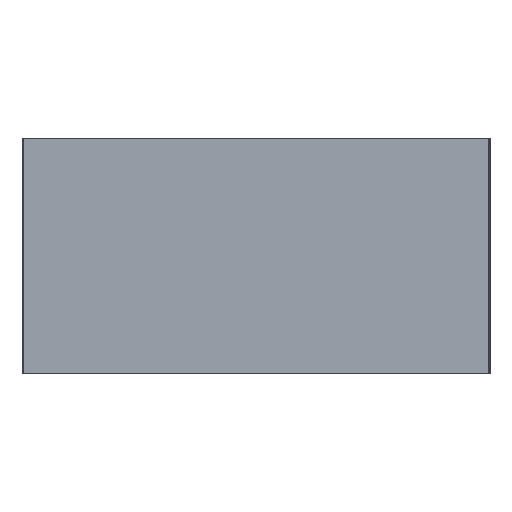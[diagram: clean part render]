
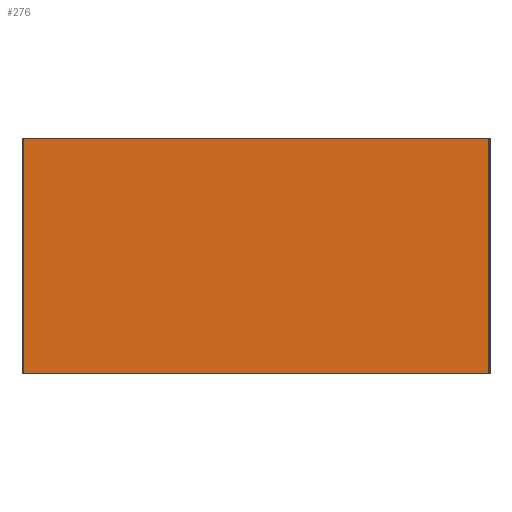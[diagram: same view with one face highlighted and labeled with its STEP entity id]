
A CAD part, front view. The second image highlights one B-rep face of the part: STEP entity #276.
In plain terms, the highlighted planar face has unit normal (0, -1, 0).
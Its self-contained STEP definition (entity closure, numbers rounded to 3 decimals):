
#18 = CARTESIAN_POINT ( 'NONE',  ( 302.5, -0.75, -152. ) ) ;
#33 = VECTOR ( 'NONE', #624, 1000. ) ;
#46 = LINE ( 'NONE', #87, #331 ) ;
#81 = DIRECTION ( 'NONE',  ( -1., 0., 0. ) ) ;
#87 = CARTESIAN_POINT ( 'NONE',  ( 302.5, -0.75, 152. ) ) ;
#93 = VERTEX_POINT ( 'NONE', #543 ) ;
#109 = ORIENTED_EDGE ( 'NONE', *, *, #343, .F. ) ;
#185 = LINE ( 'NONE', #450, #413 ) ;
#190 = EDGE_LOOP ( 'NONE', ( #606, #109, #294, #596 ) ) ;
#216 = CARTESIAN_POINT ( 'NONE',  ( 300.75, -0.75, 152. ) ) ;
#222 = LINE ( 'NONE', #462, #549 ) ;
#223 = DIRECTION ( 'NONE',  ( 0., 0., -1. ) ) ;
#235 = VERTEX_POINT ( 'NONE', #237 ) ;
#237 = CARTESIAN_POINT ( 'NONE',  ( -300.75, -0.75, -152. ) ) ;
#245 = FACE_OUTER_BOUND ( 'NONE', #190, .T. ) ;
#246 = VERTEX_POINT ( 'NONE', #216 ) ;
#263 = CARTESIAN_POINT ( 'NONE',  ( 302.5, -0.75, 152. ) ) ;
#267 = DIRECTION ( 'NONE',  ( 0., -1., 0. ) ) ;
#276 = ADVANCED_FACE ( 'NONE', ( #245 ), #407, .T. ) ;
#294 = ORIENTED_EDGE ( 'NONE', *, *, #523, .T. ) ;
#331 = VECTOR ( 'NONE', #81, 1000. ) ;
#343 = EDGE_CURVE ( 'NONE', #246, #398, #185, .T. ) ;
#344 = EDGE_CURVE ( 'NONE', #93, #235, #222, .T. ) ;
#347 = DIRECTION ( 'NONE',  ( 0., 0., -1. ) ) ;
#398 = VERTEX_POINT ( 'NONE', #615 ) ;
#407 = PLANE ( 'NONE',  #417 ) ;
#413 = VECTOR ( 'NONE', #347, 1000. ) ;
#417 = AXIS2_PLACEMENT_3D ( 'NONE', #263, #267, #223 ) ;
#450 = CARTESIAN_POINT ( 'NONE',  ( 300.75, -0.75, 152. ) ) ;
#462 = CARTESIAN_POINT ( 'NONE',  ( -300.75, -0.75, 152. ) ) ;
#469 = EDGE_CURVE ( 'NONE', #398, #235, #579, .T. ) ;
#523 = EDGE_CURVE ( 'NONE', #246, #93, #46, .T. ) ;
#543 = CARTESIAN_POINT ( 'NONE',  ( -300.75, -0.75, 152. ) ) ;
#549 = VECTOR ( 'NONE', #577, 1000. ) ;
#577 = DIRECTION ( 'NONE',  ( 0., 0., -1. ) ) ;
#579 = LINE ( 'NONE', #18, #33 ) ;
#596 = ORIENTED_EDGE ( 'NONE', *, *, #344, .T. ) ;
#606 = ORIENTED_EDGE ( 'NONE', *, *, #469, .F. ) ;
#615 = CARTESIAN_POINT ( 'NONE',  ( 300.75, -0.75, -152. ) ) ;
#624 = DIRECTION ( 'NONE',  ( -1., 0., 0. ) ) ;
